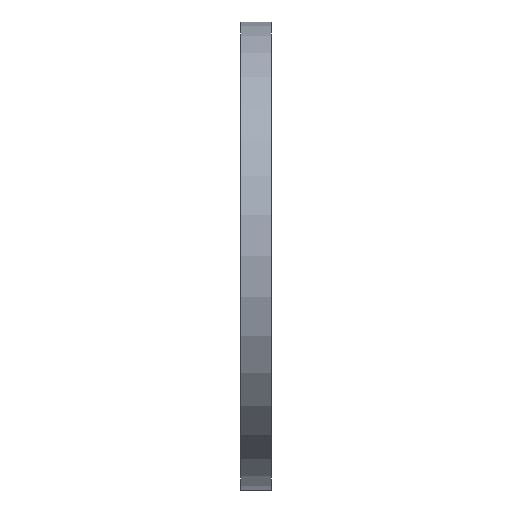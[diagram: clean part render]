
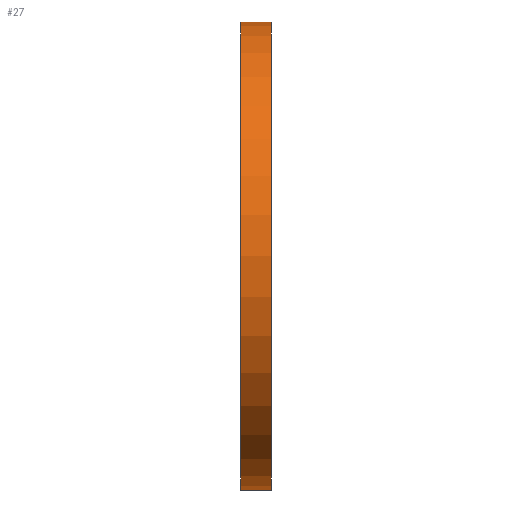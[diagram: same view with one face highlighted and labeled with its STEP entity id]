
A CAD part, front view. The second image highlights one B-rep face of the part: STEP entity #27.
In plain terms, the highlighted cylindrical face has radius 12.5 mm (diameter 25 mm), a partial arc.
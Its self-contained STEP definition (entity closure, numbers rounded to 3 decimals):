
#1 = DIRECTION ( 'NONE',  ( 1., 0., 0. ) ) ;
#3 = CARTESIAN_POINT ( 'NONE',  ( 1.651, 0., 0. ) ) ;
#27 = ADVANCED_FACE ( 'NONE', ( #295 ), #57, .T. ) ;
#57 = CYLINDRICAL_SURFACE ( 'NONE', #489, 12.5 ) ;
#157 = VERTEX_POINT ( 'NONE', #531 ) ;
#172 = VERTEX_POINT ( 'NONE', #380 ) ;
#178 = DIRECTION ( 'NONE',  ( -1., 0., 0. ) ) ;
#186 = CIRCLE ( 'NONE', #458, 12.5 ) ;
#188 = CARTESIAN_POINT ( 'NONE',  ( 1.651, 0., 0. ) ) ;
#228 = DIRECTION ( 'NONE',  ( 1., 0., 0. ) ) ;
#231 = DIRECTION ( 'NONE',  ( 0., 0., -1. ) ) ;
#241 = CARTESIAN_POINT ( 'NONE',  ( 0., 0., 0. ) ) ;
#247 = VERTEX_POINT ( 'NONE', #268 ) ;
#261 = DIRECTION ( 'NONE',  ( 0., 0., 1. ) ) ;
#264 = CARTESIAN_POINT ( 'NONE',  ( 1.651, 0., -12.5 ) ) ;
#268 = CARTESIAN_POINT ( 'NONE',  ( 0., 0., -12.5 ) ) ;
#272 = ORIENTED_EDGE ( 'NONE', *, *, #540, .F. ) ;
#295 = FACE_OUTER_BOUND ( 'NONE', #361, .T. ) ;
#296 = VECTOR ( 'NONE', #592, 1000. ) ;
#302 = LINE ( 'NONE', #264, #296 ) ;
#344 = LINE ( 'NONE', #663, #357 ) ;
#357 = VECTOR ( 'NONE', #666, 1000. ) ;
#361 = EDGE_LOOP ( 'NONE', ( #495, #272, #620, #655 ) ) ;
#380 = CARTESIAN_POINT ( 'NONE',  ( 0., 0., 12.5 ) ) ;
#392 = DIRECTION ( 'NONE',  ( 0., 0., -1. ) ) ;
#434 = AXIS2_PLACEMENT_3D ( 'NONE', #241, #228, #231 ) ;
#458 = AXIS2_PLACEMENT_3D ( 'NONE', #3, #1, #392 ) ;
#485 = CIRCLE ( 'NONE', #434, 12.5 ) ;
#489 = AXIS2_PLACEMENT_3D ( 'NONE', #188, #178, #261 ) ;
#495 = ORIENTED_EDGE ( 'NONE', *, *, #612, .T. ) ;
#522 = EDGE_CURVE ( 'NONE', #537, #157, #186, .T. ) ;
#531 = CARTESIAN_POINT ( 'NONE',  ( 1.651, 0., -12.5 ) ) ;
#537 = VERTEX_POINT ( 'NONE', #556 ) ;
#540 = EDGE_CURVE ( 'NONE', #157, #247, #302, .T. ) ;
#548 = EDGE_CURVE ( 'NONE', #537, #172, #344, .T. ) ;
#556 = CARTESIAN_POINT ( 'NONE',  ( 1.651, 0., 12.5 ) ) ;
#592 = DIRECTION ( 'NONE',  ( -1., 0., 0. ) ) ;
#612 = EDGE_CURVE ( 'NONE', #172, #247, #485, .T. ) ;
#620 = ORIENTED_EDGE ( 'NONE', *, *, #522, .F. ) ;
#655 = ORIENTED_EDGE ( 'NONE', *, *, #548, .T. ) ;
#663 = CARTESIAN_POINT ( 'NONE',  ( 1.651, 0., 12.5 ) ) ;
#666 = DIRECTION ( 'NONE',  ( -1., 0., 0. ) ) ;
